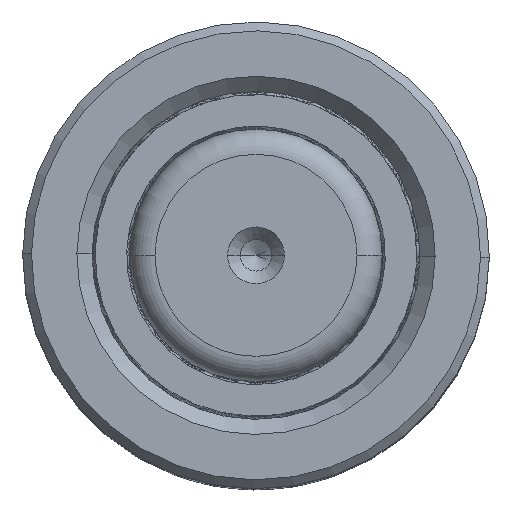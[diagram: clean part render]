
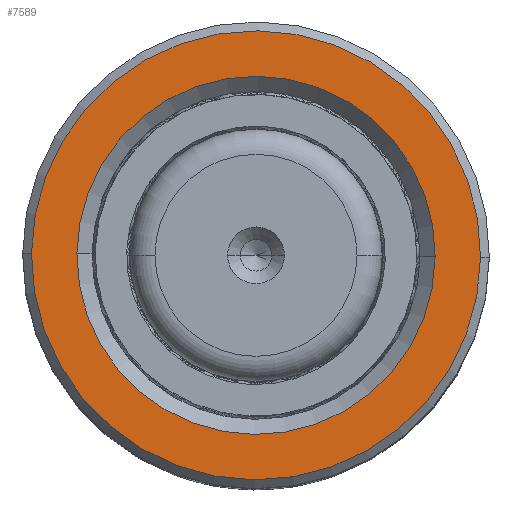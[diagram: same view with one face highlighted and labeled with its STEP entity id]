
A CAD part, top view. The second image highlights one B-rep face of the part: STEP entity #7589.
In plain terms, the highlighted planar face has unit normal (0, 0, 1).
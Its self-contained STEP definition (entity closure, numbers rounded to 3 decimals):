
#194 = ORIENTED_EDGE ( 'NONE', *, *, #15378, .T. ) ;
#1047 = CARTESIAN_POINT ( 'NONE',  ( -14.2, 0., 60. ) ) ;
#1225 = EDGE_LOOP ( 'NONE', ( #22153, #32891 ) ) ;
#2272 = VERTEX_POINT ( 'NONE', #31648 ) ;
#2706 = CIRCLE ( 'NONE', #2802, 14.2 ) ;
#2709 = CARTESIAN_POINT ( 'NONE',  ( 0., 0., 60. ) ) ;
#2802 = AXIS2_PLACEMENT_3D ( 'NONE', #29626, #32051, #9810 ) ;
#3564 = AXIS2_PLACEMENT_3D ( 'NONE', #8229, #27920, #30717 ) ;
#7406 = FACE_OUTER_BOUND ( 'NONE', #1225, .T. ) ;
#7589 = ADVANCED_FACE ( 'NONE', ( #7406, #29864 ), #30688, .T. ) ;
#7892 = AXIS2_PLACEMENT_3D ( 'NONE', #29007, #26311, #34980 ) ;
#8229 = CARTESIAN_POINT ( 'NONE',  ( 0., 0., 60. ) ) ;
#8846 = CIRCLE ( 'NONE', #7892, 17.8 ) ;
#9810 = DIRECTION ( 'NONE',  ( 1., 0., 0. ) ) ;
#10751 = EDGE_LOOP ( 'NONE', ( #20800, #194 ) ) ;
#10814 = CARTESIAN_POINT ( 'NONE',  ( -17.8, 0., 60. ) ) ;
#12042 = CIRCLE ( 'NONE', #3564, 17.8 ) ;
#13746 = DIRECTION ( 'NONE',  ( 0., 0., 1. ) ) ;
#14103 = DIRECTION ( 'NONE',  ( 1., 0., 0. ) ) ;
#15378 = EDGE_CURVE ( 'NONE', #17410, #31574, #2706, .T. ) ;
#16853 = CIRCLE ( 'NONE', #32096, 14.2 ) ;
#16910 = DIRECTION ( 'NONE',  ( 1., 0., 0. ) ) ;
#17410 = VERTEX_POINT ( 'NONE', #1047 ) ;
#19991 = EDGE_CURVE ( 'NONE', #2272, #27386, #12042, .T. ) ;
#20800 = ORIENTED_EDGE ( 'NONE', *, *, #22125, .T. ) ;
#22125 = EDGE_CURVE ( 'NONE', #31574, #17410, #16853, .T. ) ;
#22153 = ORIENTED_EDGE ( 'NONE', *, *, #24490, .T. ) ;
#23389 = CARTESIAN_POINT ( 'NONE',  ( 14.2, 0., 60. ) ) ;
#24490 = EDGE_CURVE ( 'NONE', #27386, #2272, #8846, .T. ) ;
#26311 = DIRECTION ( 'NONE',  ( 0., 0., 1. ) ) ;
#27386 = VERTEX_POINT ( 'NONE', #10814 ) ;
#27920 = DIRECTION ( 'NONE',  ( 0., 0., 1. ) ) ;
#28255 = CARTESIAN_POINT ( 'NONE',  ( 0., 0., 60. ) ) ;
#29007 = CARTESIAN_POINT ( 'NONE',  ( 0., 0., 60. ) ) ;
#29626 = CARTESIAN_POINT ( 'NONE',  ( 0., 0., 60. ) ) ;
#29864 = FACE_BOUND ( 'NONE', #10751, .T. ) ;
#30688 = PLANE ( 'NONE',  #34801 ) ;
#30717 = DIRECTION ( 'NONE',  ( 1., 0., 0. ) ) ;
#31119 = DIRECTION ( 'NONE',  ( 0., 0., -1. ) ) ;
#31574 = VERTEX_POINT ( 'NONE', #23389 ) ;
#31648 = CARTESIAN_POINT ( 'NONE',  ( 17.8, 0., 60. ) ) ;
#32051 = DIRECTION ( 'NONE',  ( 0., 0., -1. ) ) ;
#32096 = AXIS2_PLACEMENT_3D ( 'NONE', #2709, #31119, #16910 ) ;
#32891 = ORIENTED_EDGE ( 'NONE', *, *, #19991, .T. ) ;
#34801 = AXIS2_PLACEMENT_3D ( 'NONE', #28255, #13746, #14103 ) ;
#34980 = DIRECTION ( 'NONE',  ( 1., 0., 0. ) ) ;
